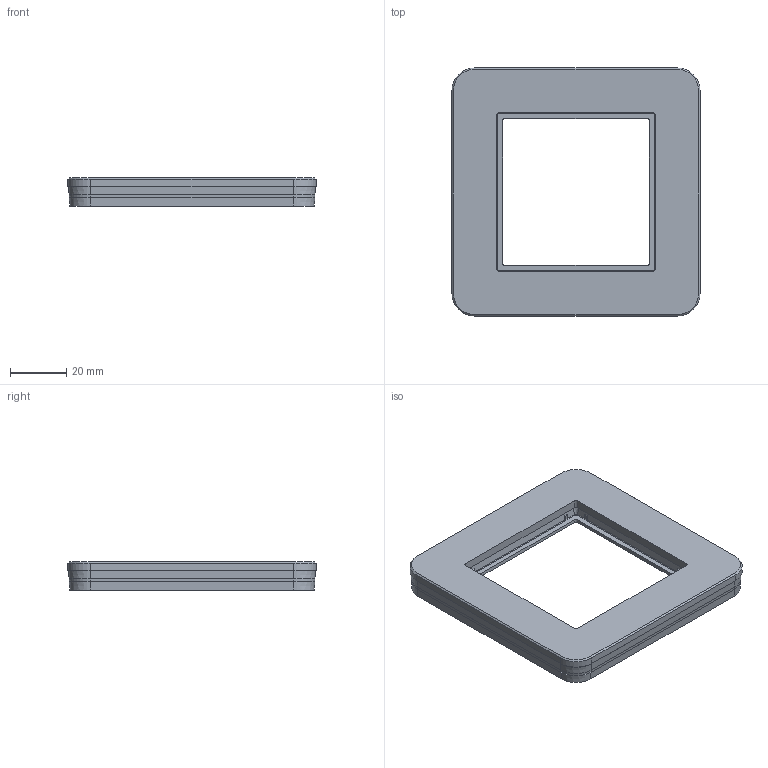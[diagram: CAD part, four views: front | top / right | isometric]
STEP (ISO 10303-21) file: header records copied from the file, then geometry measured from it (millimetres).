
FILE_DESCRIPTION((''),'2;1');
FILE_NAME('WAD9120ES_ASM','2025-03-19T10:37:51',('andolfs'),(''),'CREO PARAMETRIC BY PTC INC, 2023154','CREO PARAMETRIC BY PTC INC, 2023154','');
FILE_SCHEMA(('CONFIG_CONTROL_DESIGN','SHAPE_APPEARANCE_LAYERS_GROUPS'));
Products named in the file (7): W4G0100_18; W4H0037_18; W1A2473_DD; 9204676000_KLEBEPAD; W1A2459_BG; W2A0693_00_ASM; WAD9120ES_ASM
Assembly tree (6 placements, depth 3):
  WAD9120ES_ASM
    W4G0100_18
    W2A0693_00_ASM
      W4H0037_18
      W1A2473_DD
      9204676000_KLEBEPAD
      W1A2459_BG
Bounding box: 88 x 88 x 10 mm (x, y, z)
Volume: 25842.5 mm3; surface area: 31576.5 mm2
Topology: 63 solids, 63 shells, 2138 faces, 5587 edges, 3614 vertices
Faces by surface type: plane 856, extrusion 782, cylinder 238, bspline 166, cone 46, torus 30, sphere 16, revolution 4
Entity records: 118891 total; most frequent: CARTESIAN_POINT 35918, ORIENTED_EDGE 11174, PRESENTATION_STYLE_ASSIGNMENT 8507, STYLED_ITEM 8505, DIRECTION 7311, CURVE_STYLE 6325, EDGE_CURVE 5587, VECTOR 3905
